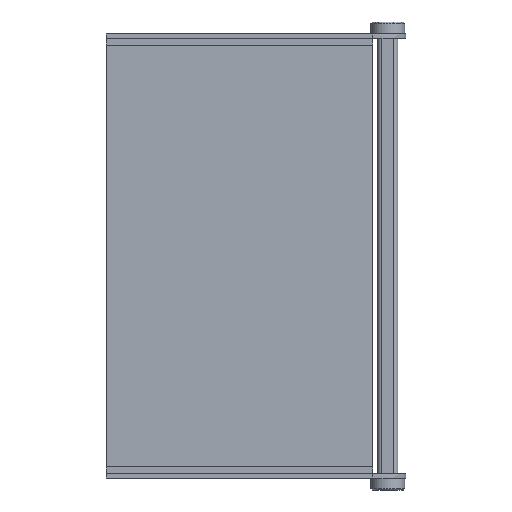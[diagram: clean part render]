
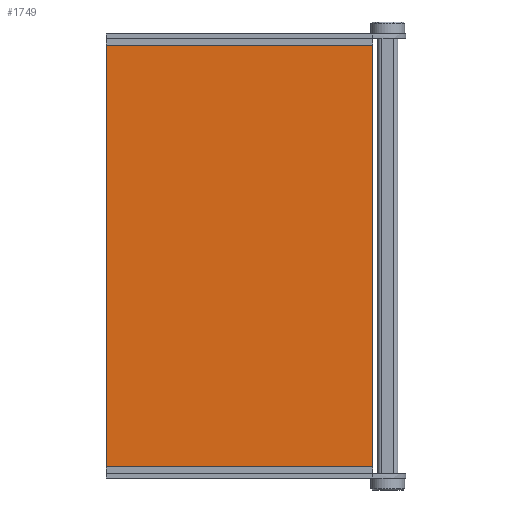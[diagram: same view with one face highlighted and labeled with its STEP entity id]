
A CAD part, left-side view. The second image highlights one B-rep face of the part: STEP entity #1749.
In plain terms, the highlighted planar face has unit normal (-1, 0, 0).
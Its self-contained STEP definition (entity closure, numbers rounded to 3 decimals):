
#158=PLANE('',#1907);
#255=FACE_OUTER_BOUND('',#358,.T.);
#358=EDGE_LOOP('',(#1474,#1475,#1476,#1477));
#455=LINE('',#4945,#600);
#462=LINE('',#4959,#607);
#463=LINE('',#4961,#608);
#464=LINE('',#4962,#609);
#600=VECTOR('',#2208,10.);
#607=VECTOR('',#2219,10.);
#608=VECTOR('',#2220,10.);
#609=VECTOR('',#2221,10.);
#820=VERTEX_POINT('',#4943);
#821=VERTEX_POINT('',#4944);
#826=VERTEX_POINT('',#4958);
#827=VERTEX_POINT('',#4960);
#1046=EDGE_CURVE('',#820,#821,#455,.T.);
#1053=EDGE_CURVE('',#826,#820,#462,.T.);
#1054=EDGE_CURVE('',#827,#826,#463,.T.);
#1055=EDGE_CURVE('',#821,#827,#464,.T.);
#1474=ORIENTED_EDGE('',*,*,#1046,.F.);
#1475=ORIENTED_EDGE('',*,*,#1053,.F.);
#1476=ORIENTED_EDGE('',*,*,#1054,.F.);
#1477=ORIENTED_EDGE('',*,*,#1055,.F.);
#1749=ADVANCED_FACE('',(#255),#158,.F.);
#1907=AXIS2_PLACEMENT_3D('',#4957,#2217,#2218);
#2208=DIRECTION('',(0.,0.,-1.));
#2217=DIRECTION('center_axis',(1.,0.,0.));
#2218=DIRECTION('ref_axis',(0.,1.,0.));
#2219=DIRECTION('',(0.,-1.,0.));
#2220=DIRECTION('',(0.,0.,1.));
#2221=DIRECTION('',(0.,1.,0.));
#4943=CARTESIAN_POINT('',(25.625,-0.018,-0.011));
#4944=CARTESIAN_POINT('',(25.625,-0.018,-49.011));
#4945=CARTESIAN_POINT('',(25.625,-0.018,-0.011));
#4957=CARTESIAN_POINT('Origin',(25.625,14.982,-24.511));
#4958=CARTESIAN_POINT('',(25.625,29.982,-0.011));
#4959=CARTESIAN_POINT('',(25.625,14.982,-0.011));
#4960=CARTESIAN_POINT('',(25.625,29.982,-49.011));
#4961=CARTESIAN_POINT('',(25.625,29.982,-49.011));
#4962=CARTESIAN_POINT('',(25.625,14.982,-49.011));
